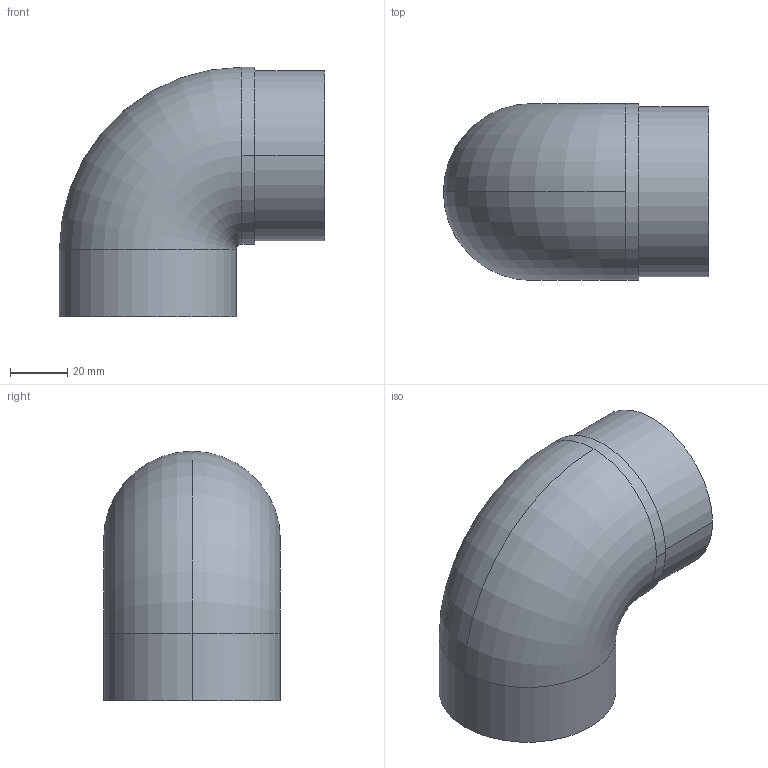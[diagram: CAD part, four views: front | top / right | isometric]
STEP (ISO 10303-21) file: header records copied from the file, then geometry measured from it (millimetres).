
FILE_DESCRIPTION(('STEP AP214'),'1');
FILE_NAME('cctmp_DD190324-F667-4615-A0CD-60CC9FB44876_2022_03_09_11_47_41_0458..stp','2022-03-09T10:47:41',('Praher Valves GmbH'),('CADClick - www.CADClick.com'),'Spatial InterOp 3D',' ','unknown authorization');
FILE_SCHEMA(('AUTOMOTIVE_DESIGN'));
Length unit declared in the file: millimetre
Products named in the file (1): 71224
Bounding box: 93 x 62 x 87.5 mm (x, y, z)
Volume: 115987.8 mm3; surface area: 38441.2 mm2
Topology: 1 solids, 1 shells, 18 faces, 42 edges, 27 vertices
Faces by surface type: cylinder 10, torus 4, plane 4
Entity records: 976 total; most frequent: CARTESIAN_POINT 370, DIRECTION 104, ORIENTED_EDGE 84, AXIS2_PLACEMENT_3D 47, EDGE_CURVE 42, CIRCLE 28, VERTEX_POINT 27, EDGE_LOOP 21
